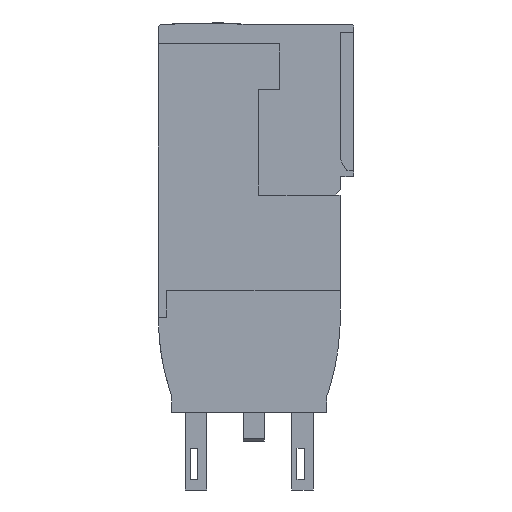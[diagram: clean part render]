
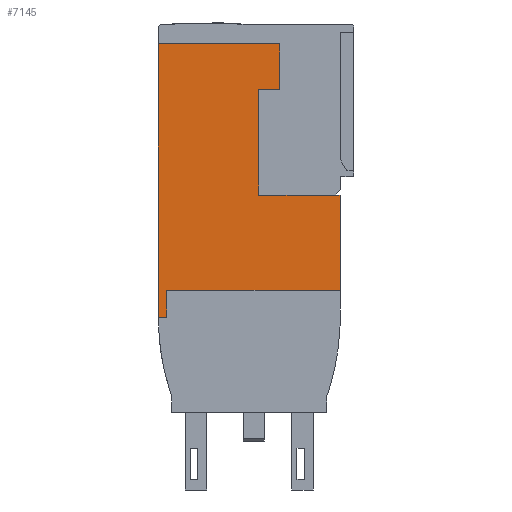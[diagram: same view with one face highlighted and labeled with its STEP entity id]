
A CAD part, left-side view. The second image highlights one B-rep face of the part: STEP entity #7145.
In plain terms, the highlighted planar face has unit normal (-1, 0, 0).
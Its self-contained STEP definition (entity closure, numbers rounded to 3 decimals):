
#7145=ADVANCED_FACE('',(#18834),#18835,.F.);
#7563=VERTEX_POINT('',#19289);
#7565=VERTEX_POINT('',#19291);
#7567=EDGE_CURVE('',#7563,#7565,#19293,.T.);
#7579=VERTEX_POINT('',#19305);
#7581=EDGE_CURVE('',#7565,#7579,#19307,.T.);
#7589=VERTEX_POINT('',#19315);
#7591=EDGE_CURVE('',#7579,#7589,#19317,.T.);
#8097=VERTEX_POINT('',#19823);
#8099=VERTEX_POINT('',#19825);
#8101=EDGE_CURVE('',#8097,#8099,#19827,.T.);
#8131=VERTEX_POINT('',#19857);
#8133=EDGE_CURVE('',#8131,#8097,#19859,.T.);
#8141=VERTEX_POINT('',#19867);
#8143=EDGE_CURVE('',#8131,#8141,#19869,.T.);
#8203=VERTEX_POINT('',#19929);
#8209=EDGE_CURVE('',#8203,#8099,#19935,.T.);
#10715=VERTEX_POINT('',#22441);
#10717=EDGE_CURVE('',#8141,#10715,#22443,.T.);
#10741=VERTEX_POINT('',#22467);
#10745=EDGE_CURVE('',#10741,#8203,#22471,.T.);
#15121=VERTEX_POINT('',#26847);
#15125=EDGE_CURVE('',#15121,#10741,#26851,.T.);
#15127=EDGE_CURVE('',#7589,#15121,#26853,.T.);
#15133=EDGE_CURVE('',#10715,#7563,#26859,.T.);
#18834=FACE_OUTER_BOUND('',#30603,.T.);
#18835=PLANE('',#30604);
#19289=CARTESIAN_POINT('',(0.01,2.55,37.9));
#19291=CARTESIAN_POINT('',(0.01,35.45,37.9));
#19293=LINE('',#31249,#31250);
#19305=CARTESIAN_POINT('',(0.01,35.45,32.8));
#19307=LINE('',#31271,#31272);
#19315=CARTESIAN_POINT('',(0.01,37.05,32.8));
#19317=LINE('',#31287,#31288);
#19823=CARTESIAN_POINT('',(0.01,18.0,76.0));
#19825=CARTESIAN_POINT('',(0.01,14.0,76.0));
#19827=LINE('',#32068,#32069);
#19857=CARTESIAN_POINT('',(0.01,18.0,56.0));
#19859=LINE('',#32115,#32116);
#19867=CARTESIAN_POINT('',(0.01,3.45,56.0));
#19869=LINE('',#32131,#32132);
#19929=CARTESIAN_POINT('',(0.01,14.0,84.7));
#19935=LINE('',#32232,#32233);
#22441=CARTESIAN_POINT('',(0.01,2.55,56.0));
#22443=LINE('',#36169,#36170);
#22467=CARTESIAN_POINT('',(0.01,37.04,84.7));
#22471=LINE('',#36215,#36216);
#26847=CARTESIAN_POINT('',(0.01,37.05,84.7));
#26851=LINE('',#43072,#43073);
#26853=LINE('',#43076,#43077);
#26859=LINE('',#43088,#43089);
#30603=EDGE_LOOP('',(#52842,#52843,#52844,#52845,#52846,#52847,#52848,#52849,#52850,#52851,#52852,#52853));
#30604=AXIS2_PLACEMENT_3D('',#52854,#52855,#52856);
#31249=CARTESIAN_POINT('',(0.01,35.45,37.9));
#31250=VECTOR('',#53351,1.0);
#31271=CARTESIAN_POINT('',(0.01,35.45,32.85));
#31272=VECTOR('',#53355,1.0);
#31287=CARTESIAN_POINT('',(0.01,35.55,32.8));
#31288=VECTOR('',#53358,1.0);
#32068=CARTESIAN_POINT('',(0.01,19.593,76.0));
#32069=VECTOR('',#53561,1.0);
#32115=CARTESIAN_POINT('',(0.01,18.0,57.48));
#32116=VECTOR('',#53576,1.0);
#32131=CARTESIAN_POINT('',(0.01,2.55,56.0));
#32132=VECTOR('',#53579,1.0);
#32232=CARTESIAN_POINT('',(0.01,14.0,56.0));
#32233=VECTOR('',#53599,1.0);
#36169=CARTESIAN_POINT('',(0.01,2.55,56.0));
#36170=VECTOR('',#54639,1.0);
#36215=CARTESIAN_POINT('',(0.01,14.0,84.7));
#36216=VECTOR('',#54648,1.0);
#43072=CARTESIAN_POINT('',(0.01,14.0,84.7));
#43073=VECTOR('',#56420,1.0);
#43076=CARTESIAN_POINT('',(0.01,37.05,32.85));
#43077=VECTOR('',#56421,1.0);
#43088=CARTESIAN_POINT('',(0.01,2.55,37.9));
#43089=VECTOR('',#56424,1.0);
#52842=ORIENTED_EDGE('',*,*,#8101,.T.);
#52843=ORIENTED_EDGE('',*,*,#8209,.F.);
#52844=ORIENTED_EDGE('',*,*,#10745,.F.);
#52845=ORIENTED_EDGE('',*,*,#15125,.F.);
#52846=ORIENTED_EDGE('',*,*,#15127,.F.);
#52847=ORIENTED_EDGE('',*,*,#7591,.F.);
#52848=ORIENTED_EDGE('',*,*,#7581,.F.);
#52849=ORIENTED_EDGE('',*,*,#7567,.F.);
#52850=ORIENTED_EDGE('',*,*,#15133,.F.);
#52851=ORIENTED_EDGE('',*,*,#10717,.F.);
#52852=ORIENTED_EDGE('',*,*,#8143,.F.);
#52853=ORIENTED_EDGE('',*,*,#8133,.T.);
#52854=CARTESIAN_POINT('',(0.01,21.187,58.96));
#52855=DIRECTION('',(1.0,0.0,0.0));
#52856=DIRECTION('',(0.0,0.0,-1.0));
#53351=DIRECTION('',(0.0,1.0,0.0));
#53355=DIRECTION('',(0.0,0.0,-1.0));
#53358=DIRECTION('',(0.0,1.0,0.0));
#53561=DIRECTION('',(0.0,-1.0,0.0));
#53576=DIRECTION('',(0.0,0.0,1.0));
#53579=DIRECTION('',(0.0,-1.0,0.0));
#53599=DIRECTION('',(0.0,0.0,-1.0));
#54639=DIRECTION('',(0.0,-1.0,0.0));
#54648=DIRECTION('',(0.0,-1.0,0.0));
#56420=DIRECTION('',(0.0,-1.0,0.0));
#56421=DIRECTION('',(0.0,0.0,1.0));
#56424=DIRECTION('',(0.0,0.0,-1.0));
